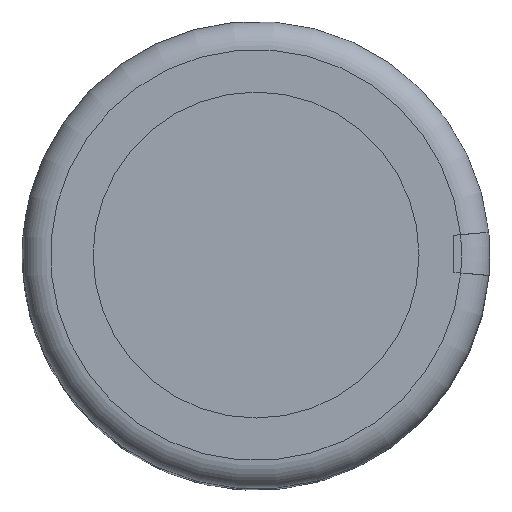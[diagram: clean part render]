
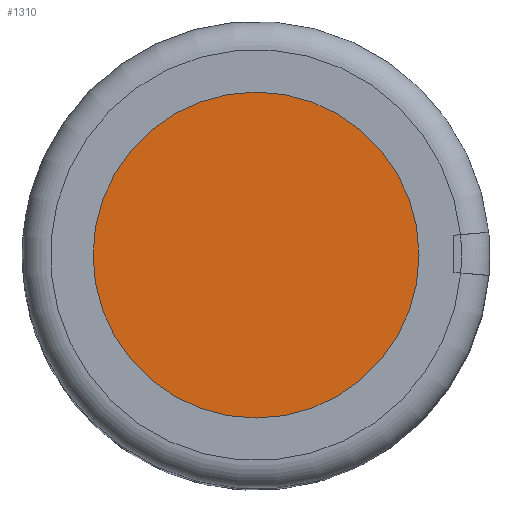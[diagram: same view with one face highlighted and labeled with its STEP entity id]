
A CAD part, top view. The second image highlights one B-rep face of the part: STEP entity #1310.
In plain terms, the highlighted planar face has unit normal (0, 0, 1).
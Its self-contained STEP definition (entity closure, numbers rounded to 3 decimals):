
#255=PLANE('',#1433);
#336=FACE_OUTER_BOUND('',#432,.T.);
#432=EDGE_LOOP('',(#981));
#528=CIRCLE('',#1431,5.758);
#623=VERTEX_POINT('',#2107);
#759=EDGE_CURVE('',#623,#623,#528,.T.);
#981=ORIENTED_EDGE('',*,*,#759,.T.);
#1310=ADVANCED_FACE('',(#336),#255,.T.);
#1431=AXIS2_PLACEMENT_3D('',#2108,#1675,#1676);
#1433=AXIS2_PLACEMENT_3D('',#2110,#1679,#1680);
#1675=DIRECTION('center_axis',(0.,0.,1.));
#1676=DIRECTION('ref_axis',(1.,0.,0.));
#1679=DIRECTION('center_axis',(0.,0.,1.));
#1680=DIRECTION('ref_axis',(1.,0.,0.));
#2107=CARTESIAN_POINT('',(5.758,0.,31.2));
#2108=CARTESIAN_POINT('Origin',(0.,0.,31.2));
#2110=CARTESIAN_POINT('Origin',(0.,0.,31.2));
